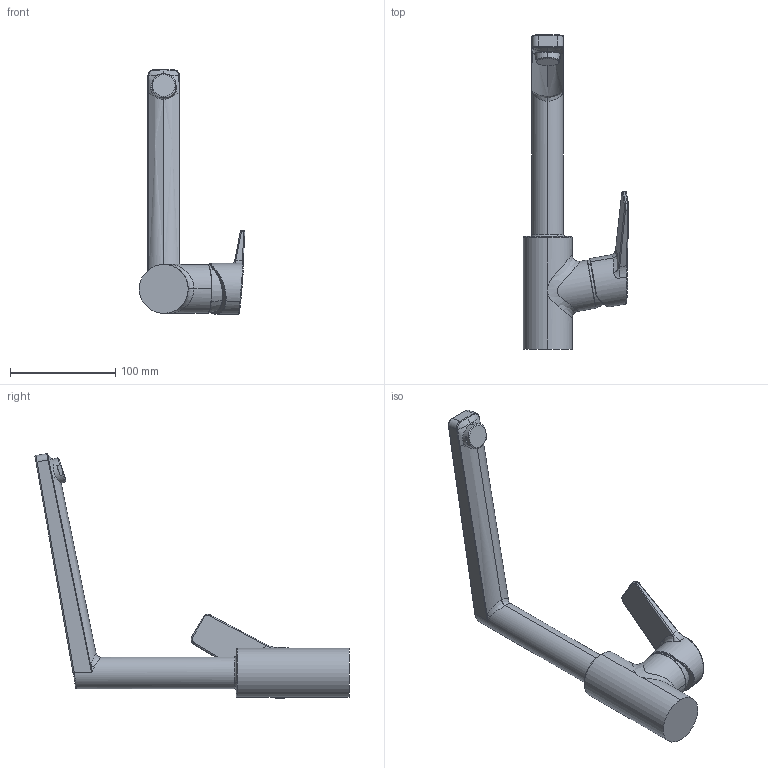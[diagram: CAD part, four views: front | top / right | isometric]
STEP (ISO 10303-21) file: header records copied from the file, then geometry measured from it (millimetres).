
FILE_DESCRIPTION (( 'STEP AP203' ), '1' );
FILE_NAME ('3838F-33(2019)+0920220333.STEP', '2021-02-23T07:17:22', ( '' ), ( '' ), 'SwSTEP 2.0', 'SolidWorks 2016', '' );
FILE_SCHEMA (( 'CONFIG_CONTROL_DESIGN' ));
Length unit declared in the file: millimetre
Products named in the file (1): 3838F-33(2019)+0920220333
Bounding box: 100.29 x 298.69 x 232.78 mm (x, y, z)
Volume: 521948.3 mm3; surface area: 66343.5 mm2
Topology: 1 solids, 1 shells, 107 faces, 271 edges, 165 vertices
Faces by surface type: bspline 41, cylinder 32, plane 17, torus 9, cone 8
Entity records: 10639 total; most frequent: CARTESIAN_POINT 8373, ORIENTED_EDGE 538, DIRECTION 325, EDGE_CURVE 269, VERTEX_POINT 165, B_SPLINE_CURVE_WITH_KNOTS 137, AXIS2_PLACEMENT_3D 130, EDGE_LOOP 108
